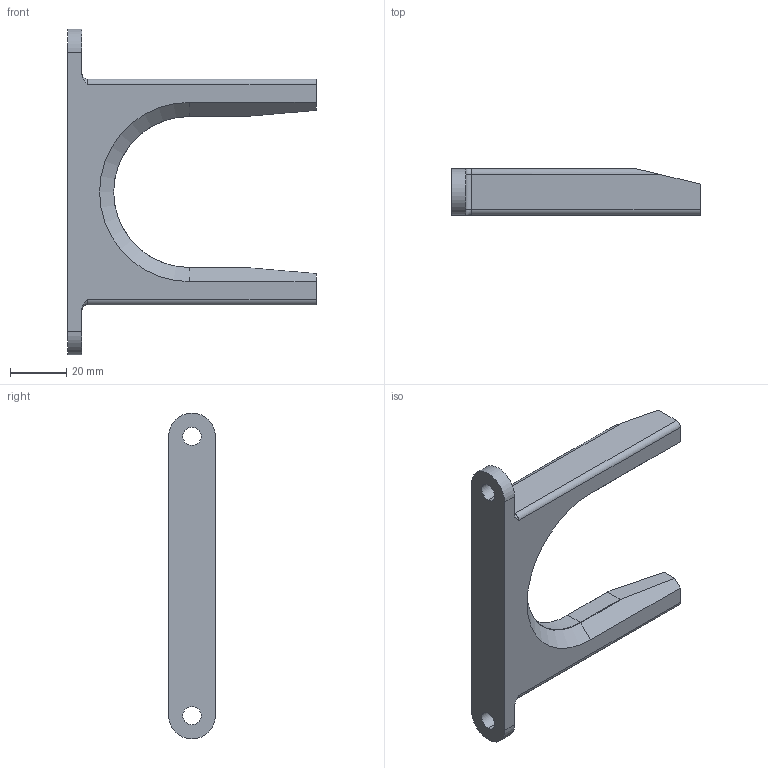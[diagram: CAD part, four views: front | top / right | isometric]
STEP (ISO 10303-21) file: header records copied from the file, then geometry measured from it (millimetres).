
FILE_DESCRIPTION((''),'2;1');
FILE_NAME('4027045250','2023-08-10T12:47:41',('a00528554'),(''),'CREO PARAMETRIC BY PTC INC, 2022414','CREO PARAMETRIC BY PTC INC, 2022414','');
FILE_SCHEMA(('CONFIG_CONTROL_DESIGN','GEOMETRIC_VALIDATION_PROPERTIES_MIM'));
Length unit declared in the file: millimetre
Products named in the file (1): 4027045250
Bounding box: 88 x 16.5 x 115.5 mm (x, y, z)
Volume: 51102.6 mm3; surface area: 14714.8 mm2
Topology: 1 solids, 3 shells, 66 faces, 170 edges, 106 vertices
Faces by surface type: plane 27, cylinder 26, cone 7, torus 4, sphere 2
Entity records: 2202 total; most frequent: CARTESIAN_POINT 455, DIRECTION 343, ORIENTED_EDGE 324, EDGE_CURVE 166, AXIS2_PLACEMENT_3D 124, VERTEX_POINT 106, VECTOR 95, LINE 95
